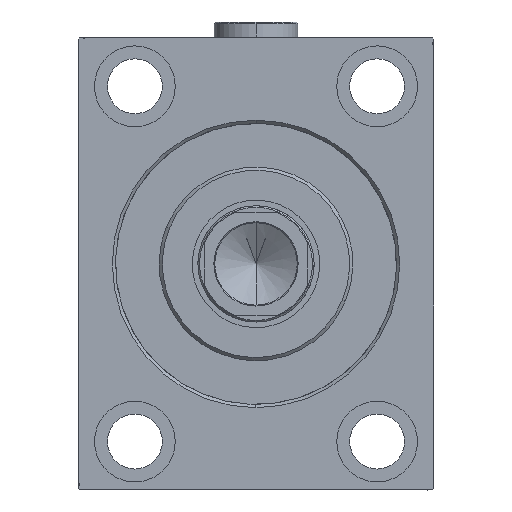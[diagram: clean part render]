
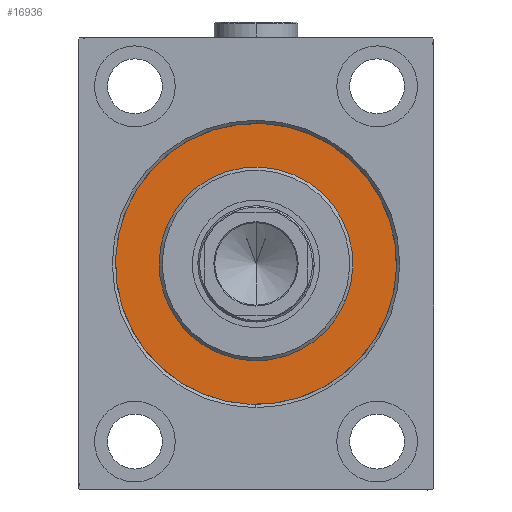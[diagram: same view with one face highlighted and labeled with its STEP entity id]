
A CAD part, left-side view. The second image highlights one B-rep face of the part: STEP entity #16936.
In plain terms, the highlighted face is planar.
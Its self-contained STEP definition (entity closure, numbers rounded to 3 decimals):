
#477 = PLANE ( 'NONE',  #41290 ) ;
#881 = VERTEX_POINT ( 'NONE', #3976 ) ;
#2374 = EDGE_CURVE ( 'NONE', #43729, #35446, #35904, .T. ) ;
#3400 = EDGE_CURVE ( 'NONE', #881, #23857, #8877, .T. ) ;
#3976 = CARTESIAN_POINT ( 'NONE',  ( 0., 0., 30. ) ) ;
#4185 = EDGE_LOOP ( 'NONE', ( #26925, #5403 ) ) ;
#5403 = ORIENTED_EDGE ( 'NONE', *, *, #2374, .F. ) ;
#6046 = CIRCLE ( 'NONE', #31561, 43.5 ) ;
#8877 = CIRCLE ( 'NONE', #18376, 30. ) ;
#9909 = DIRECTION ( 'NONE',  ( -1., 0., 0. ) ) ;
#10990 = DIRECTION ( 'NONE',  ( 0., 0., 1. ) ) ;
#12399 = EDGE_LOOP ( 'NONE', ( #28620, #21112 ) ) ;
#12743 = DIRECTION ( 'NONE',  ( 1., 0., 0. ) ) ;
#13825 = CARTESIAN_POINT ( 'NONE',  ( 0., 0., -43.5 ) ) ;
#14428 = FACE_BOUND ( 'NONE', #12399, .T. ) ;
#16936 = ADVANCED_FACE ( 'NONE', ( #14428, #35170 ), #477, .F. ) ;
#18376 = AXIS2_PLACEMENT_3D ( 'NONE', #22900, #19251, #26311 ) ;
#18901 = CIRCLE ( 'NONE', #40692, 30. ) ;
#19251 = DIRECTION ( 'NONE',  ( 1., 0., 0. ) ) ;
#21112 = ORIENTED_EDGE ( 'NONE', *, *, #26924, .F. ) ;
#21320 = DIRECTION ( 'NONE',  ( 0., 0., 1. ) ) ;
#21504 = DIRECTION ( 'NONE',  ( -1., 0., 0. ) ) ;
#22900 = CARTESIAN_POINT ( 'NONE',  ( 0., 0., 0. ) ) ;
#23840 = DIRECTION ( 'NONE',  ( 0., 0., 1. ) ) ;
#23857 = VERTEX_POINT ( 'NONE', #39685 ) ;
#25746 = AXIS2_PLACEMENT_3D ( 'NONE', #41144, #9909, #23840 ) ;
#26311 = DIRECTION ( 'NONE',  ( 0., 0., -1. ) ) ;
#26669 = DIRECTION ( 'NONE',  ( 0., 0., -1. ) ) ;
#26924 = EDGE_CURVE ( 'NONE', #23857, #881, #18901, .T. ) ;
#26925 = ORIENTED_EDGE ( 'NONE', *, *, #40245, .F. ) ;
#28335 = CARTESIAN_POINT ( 'NONE',  ( 0., 0., 0. ) ) ;
#28620 = ORIENTED_EDGE ( 'NONE', *, *, #3400, .F. ) ;
#31561 = AXIS2_PLACEMENT_3D ( 'NONE', #38408, #41593, #21320 ) ;
#35170 = FACE_OUTER_BOUND ( 'NONE', #4185, .T. ) ;
#35446 = VERTEX_POINT ( 'NONE', #13825 ) ;
#35904 = CIRCLE ( 'NONE', #25746, 43.5 ) ;
#38401 = CARTESIAN_POINT ( 'NONE',  ( 0., 0., 43.5 ) ) ;
#38408 = CARTESIAN_POINT ( 'NONE',  ( 0., 0., 0. ) ) ;
#39685 = CARTESIAN_POINT ( 'NONE',  ( 0., 0., -30. ) ) ;
#40245 = EDGE_CURVE ( 'NONE', #35446, #43729, #6046, .T. ) ;
#40692 = AXIS2_PLACEMENT_3D ( 'NONE', #43971, #12743, #26669 ) ;
#41144 = CARTESIAN_POINT ( 'NONE',  ( 0., 0., 0. ) ) ;
#41290 = AXIS2_PLACEMENT_3D ( 'NONE', #28335, #21504, #10990 ) ;
#41593 = DIRECTION ( 'NONE',  ( -1., 0., 0. ) ) ;
#43729 = VERTEX_POINT ( 'NONE', #38401 ) ;
#43971 = CARTESIAN_POINT ( 'NONE',  ( 0., 0., 0. ) ) ;
